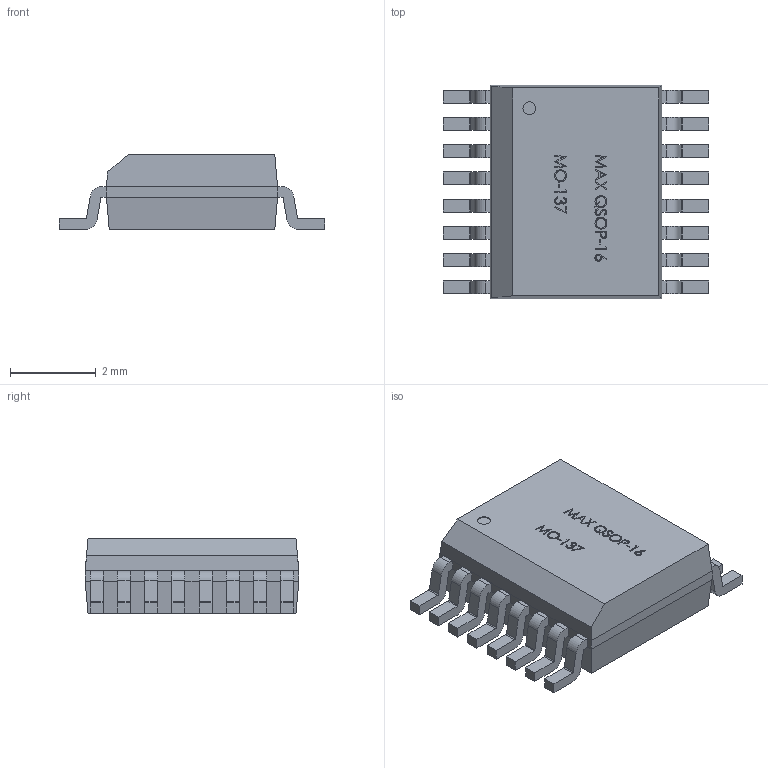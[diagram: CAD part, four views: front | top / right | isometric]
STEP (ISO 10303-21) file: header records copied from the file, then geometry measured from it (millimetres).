
FILE_DESCRIPTION(('FreeCAD Model'),'2;1');
FILE_NAME('QSOP16-1.step','2018-04-16T14:11:35',( 'kicad StepUp'),('ksu MCAD'),'Open CASCADE STEP processor 7.2', 'FreeCAD','Unknown');
FILE_SCHEMA(('AUTOMOTIVE_DESIGN_CC2 { 1 2 10303 214 -1 1 5 4 }'));
Length unit declared in the file: millimetre
Products named in the file (1): QSOP16-1
Bounding box: 6.2 x 4.98 x 1.76 mm (x, y, z)
Volume: 35.5 mm3; surface area: 96.5 mm2
Topology: 1 solids, 1 shells, 415 faces, 1130 edges, 740 vertices
Faces by surface type: plane 279, bspline 70, cylinder 66
Entity records: 19900 total; most frequent: CARTESIAN_POINT 6860, ORIENTED_EDGE 2260, DIRECTION 1814, EDGE_CURVE 1130, LINE 858, VECTOR 858, VERTEX_POINT 740, AXIS2_PLACEMENT_3D 478
